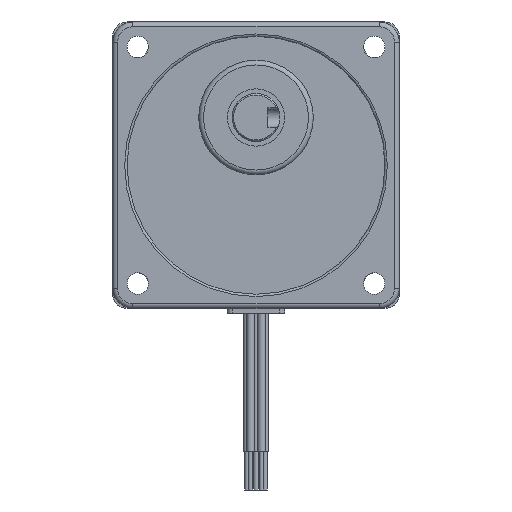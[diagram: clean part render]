
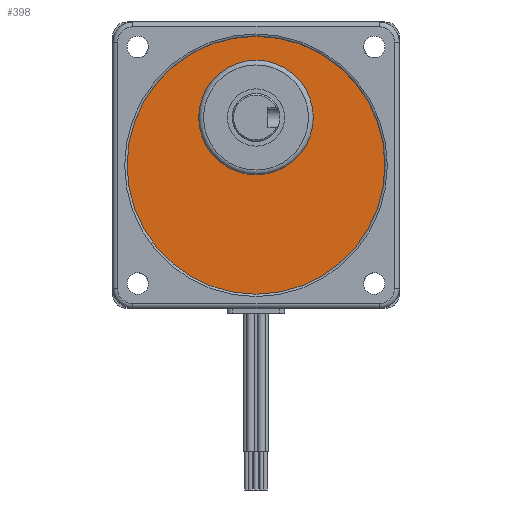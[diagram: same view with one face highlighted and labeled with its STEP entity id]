
A CAD part, front view. The second image highlights one B-rep face of the part: STEP entity #398.
In plain terms, the highlighted planar face has unit normal (0, -1, 0).
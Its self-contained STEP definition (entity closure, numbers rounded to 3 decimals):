
#398 = ADVANCED_FACE( '', ( #897, #898 ), #899, .F. );
#897 = FACE_BOUND( '', #1558, .T. );
#898 = FACE_OUTER_BOUND( '', #1559, .T. );
#899 = PLANE( '', #1560 );
#1558 = EDGE_LOOP( '', ( #2428 ) );
#1559 = EDGE_LOOP( '', ( #2429 ) );
#1560 = AXIS2_PLACEMENT_3D( '', #2430, #2431, #2432 );
#2428 = ORIENTED_EDGE( '', *, *, #3884, .T. );
#2429 = ORIENTED_EDGE( '', *, *, #3885, .F. );
#2430 = CARTESIAN_POINT( '', ( 0., 0.5, 0. ) );
#2431 = DIRECTION( '', ( 0., 1., 0. ) );
#2432 = DIRECTION( '', ( 0., 0., 1. ) );
#3884 = EDGE_CURVE( '', #4656, #4656, #4657, .T. );
#3885 = EDGE_CURVE( '', #4658, #4658, #4659, .T. );
#4656 = VERTEX_POINT( '', #5694 );
#4657 = CIRCLE( '', #5695, 12. );
#4658 = VERTEX_POINT( '', #5696 );
#4659 = CIRCLE( '', #5697, 27. );
#5694 = CARTESIAN_POINT( '', ( 0., 0.5, 22. ) );
#5695 = AXIS2_PLACEMENT_3D( '', #6674, #6675, #6676 );
#5696 = CARTESIAN_POINT( '', ( 27., 0.5, 0. ) );
#5697 = AXIS2_PLACEMENT_3D( '', #6677, #6678, #6679 );
#6674 = CARTESIAN_POINT( '', ( 0., 0.5, 10. ) );
#6675 = DIRECTION( '', ( 0., 1., 0. ) );
#6676 = DIRECTION( '', ( 0., 0., 1. ) );
#6677 = CARTESIAN_POINT( '', ( 0., 0.5, 0. ) );
#6678 = DIRECTION( '', ( 0., 1., 0. ) );
#6679 = DIRECTION( '', ( 1., 0., 0. ) );
